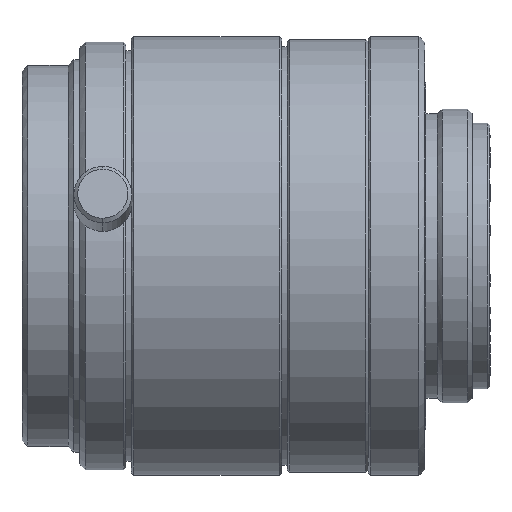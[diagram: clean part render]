
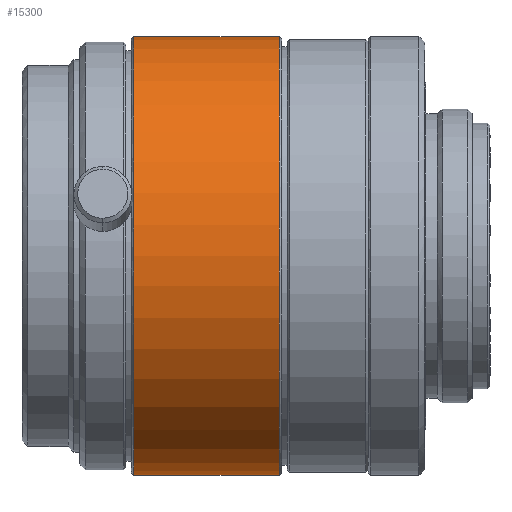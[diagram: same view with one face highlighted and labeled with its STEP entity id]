
A CAD part, top view. The second image highlights one B-rep face of the part: STEP entity #15300.
In plain terms, the highlighted free-form (B-spline) face has degree [2, 1] with [9, 2] control points.
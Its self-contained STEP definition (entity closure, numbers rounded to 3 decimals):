
#14420 = CARTESIAN_POINT ('', (-42.826, -19., 0.));
#14430 = VERTEX_POINT ('', #14420);
#14490 = CARTESIAN_POINT ('', (-42.826, 19., 0.));
#14500 = VERTEX_POINT ('', #14490);
#14510 = CARTESIAN_POINT ('', (-42.826, 19., 0.));
#14520 = CARTESIAN_POINT ('', (-42.826, 19., 19.));
#14530 = CARTESIAN_POINT ('', (-42.826, 0., 19.));
#14540 = CARTESIAN_POINT ('', (-42.826, -19., 19.));
#14550 = CARTESIAN_POINT ('', (-42.826, -19., 0.));
#14560 = (
   BOUNDED_CURVE ()
   B_SPLINE_CURVE (2, (#14510, #14520, #14530, #14540, #14550), .UNSPECIFIED., .F., .U.)
   B_SPLINE_CURVE_WITH_KNOTS ((3, 2, 3), (0., 90., 180.), .UNSPECIFIED.)
   CURVE ()
   GEOMETRIC_REPRESENTATION_ITEM ()
   RATIONAL_B_SPLINE_CURVE ((1., 0.707, 1., 0.707, 1.))
   REPRESENTATION_ITEM ('')
);
#14570 = EDGE_CURVE ('', #14500, #14430, #14560, .T.);
#14860 = ORIENTED_EDGE ('', *, *, #14570, .T.);
#14870 = CARTESIAN_POINT ('', (-30.226, -19., 0.));
#14880 = VERTEX_POINT ('', #14870);
#14890 = CARTESIAN_POINT ('', (-42.826, -19., 0.));
#14900 = CARTESIAN_POINT ('', (-30.226, -19., 0.));
#14910 = B_SPLINE_CURVE_WITH_KNOTS ('', 1, (#14890, #14900), .UNSPECIFIED., .F., .U., (2, 2), (0., 1.), .UNSPECIFIED.);
#14920 = EDGE_CURVE ('', #14430, #14880, #14910, .T.);
#14930 = ORIENTED_EDGE ('', *, *, #14920, .T.);
#14940 = CARTESIAN_POINT ('', (-30.226, 19., 0.));
#14950 = VERTEX_POINT ('', #14940);
#14960 = CARTESIAN_POINT ('', (-30.226, 19., 0.));
#14970 = CARTESIAN_POINT ('', (-30.226, 19., 19.));
#14980 = CARTESIAN_POINT ('', (-30.226, 0., 19.));
#14990 = CARTESIAN_POINT ('', (-30.226, -19., 19.));
#15000 = CARTESIAN_POINT ('', (-30.226, -19., 0.));
#15010 = (
   BOUNDED_CURVE ()
   B_SPLINE_CURVE (2, (#14960, #14970, #14980, #14990, #15000), .UNSPECIFIED., .F., .U.)
   B_SPLINE_CURVE_WITH_KNOTS ((3, 2, 3), (0., 90., 180.), .UNSPECIFIED.)
   CURVE ()
   GEOMETRIC_REPRESENTATION_ITEM ()
   RATIONAL_B_SPLINE_CURVE ((1., 0.707, 1., 0.707, 1.))
   REPRESENTATION_ITEM ('')
);
#15020 = EDGE_CURVE ('', #14950, #14880, #15010, .T.);
#15030 = ORIENTED_EDGE ('', *, *, #15020, .F.);
#15040 = CARTESIAN_POINT ('', (-42.826, 19., 0.));
#15050 = CARTESIAN_POINT ('', (-30.226, 19., 0.));
#15060 = B_SPLINE_CURVE_WITH_KNOTS ('', 1, (#15040, #15050), .UNSPECIFIED., .F., .U., (2, 2), (0., 1.), .UNSPECIFIED.);
#15070 = EDGE_CURVE ('', #14500, #14950, #15060, .T.);
#15080 = ORIENTED_EDGE ('', *, *, #15070, .F.);
#15090 = EDGE_LOOP ('', (#14860, #14930, #15030, #15080));
#15100 = FACE_OUTER_BOUND ('', #15090, .T.);
#15110 = CARTESIAN_POINT ('', (-44.087, 19., 0.));
#15120 = CARTESIAN_POINT ('', (-28.965, 19., 0.));
#15130 = CARTESIAN_POINT ('', (-44.087, 19., 19.));
#15140 = CARTESIAN_POINT ('', (-28.965, 19., 19.));
#15150 = CARTESIAN_POINT ('', (-44.087, 0., 19.));
#15160 = CARTESIAN_POINT ('', (-28.965, 0., 19.));
#15170 = CARTESIAN_POINT ('', (-44.087, -19., 19.));
#15180 = CARTESIAN_POINT ('', (-28.965, -19., 19.));
#15190 = CARTESIAN_POINT ('', (-44.087, -19., 0.));
#15200 = CARTESIAN_POINT ('', (-28.965, -19., 0.));
#15210 = CARTESIAN_POINT ('', (-44.087, -19., -19.));
#15220 = CARTESIAN_POINT ('', (-28.965, -19., -19.));
#15230 = CARTESIAN_POINT ('', (-44.087, 0., -19.));
#15240 = CARTESIAN_POINT ('', (-28.965, 0., -19.));
#15250 = CARTESIAN_POINT ('', (-44.087, 19., -19.));
#15260 = CARTESIAN_POINT ('', (-28.965, 19., -19.));
#15270 = CARTESIAN_POINT ('', (-44.087, 19., 0.));
#15280 = CARTESIAN_POINT ('', (-28.965, 19., 0.));
#15290 = (
   BOUNDED_SURFACE ()
   B_SPLINE_SURFACE (2, 1, ((#15110, #15120), (#15130, #15140), (#15150, #15160), (#15170, #15180), (#15190, #15200), (#15210, #15220), (#15230, #15240), (#15250, #15260), (#15270, #15280)), .UNSPECIFIED., .T., .F., .U.)
   B_SPLINE_SURFACE_WITH_KNOTS ((3, 2, 2, 2, 3), (2, 2), (0., 0.25, 0.5, 0.75, 1.), (0., 1.), .UNSPECIFIED.)
   SURFACE ()
   GEOMETRIC_REPRESENTATION_ITEM ()
   RATIONAL_B_SPLINE_SURFACE (((1., 1.), (0.707, 0.707), (1., 1.), (0.707, 0.707), (1., 1.), (0.707, 0.707), (1., 1.), (0.707, 0.707), (1., 1.)))
   REPRESENTATION_ITEM ('')
);
#15300 = ADVANCED_FACE ('', (#15100), #15290, .T.);
